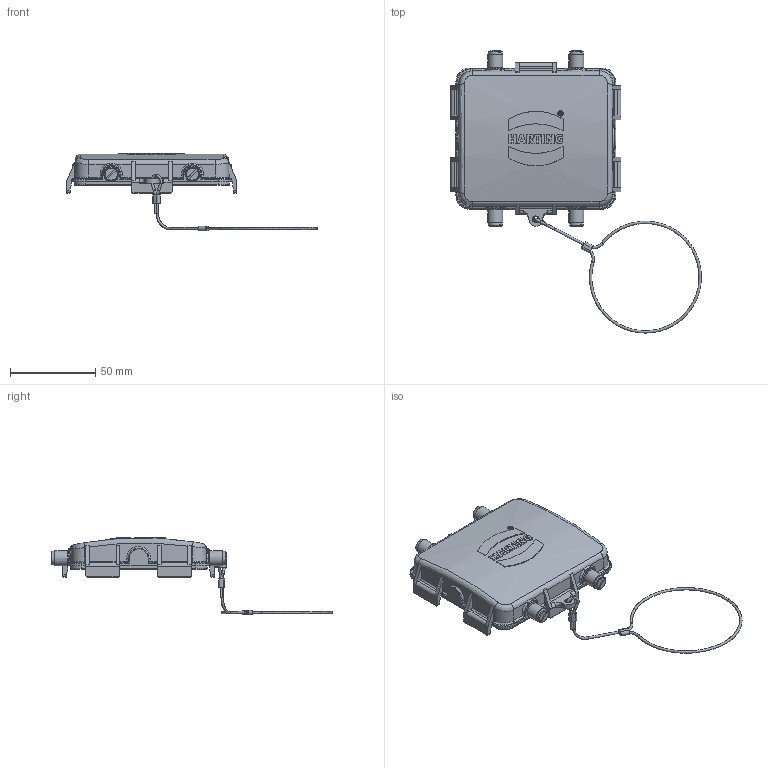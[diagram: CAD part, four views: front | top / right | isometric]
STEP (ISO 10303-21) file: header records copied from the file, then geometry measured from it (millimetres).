
FILE_DESCRIPTION(/* description */ (''),/* implementation_level */ '2;1');
FILE_NAME(/* name */ '100738358ugm000_b.stp',/* time_stamp */ '2017-10-31T09:40:21+01:00',/* author */ (''),/* organization */ (''),/* preprocessor_version */ 'ST-DEVELOPER v16',/* originating_system */ 'SIEMENS PLM Software NX 10.0',/* authorisation */ '');
FILE_SCHEMA (('AUTOMOTIVE_DESIGN { 1 0 10303 214 3 1 1 1 }'));
Length unit declared in the file: millimetre
Products named in the file (1): 100738358ugm000_b
Bounding box: 146.58 x 164.91 x 45.5 mm (x, y, z)
Volume: 31672 mm3; surface area: 29899.8 mm2
Topology: 2 solids, 2 shells, 553 faces, 1457 edges, 946 vertices
Faces by surface type: plane 268, cylinder 164, bspline 99, cone 22
Full cylindrical faces by diameter (mm): 2.411 x1, 3 x1, 3.155 x1, 5 x4, 8 x4, 8.8 x4
Entity records: 23365 total; most frequent: CARTESIAN_POINT 9247, ORIENTED_EDGE 2706, DIRECTION 2371, EDGE_CURVE 1353, VERTEX_POINT 886, AXIS2_PLACEMENT_3D 832, LINE 707, VECTOR 707
